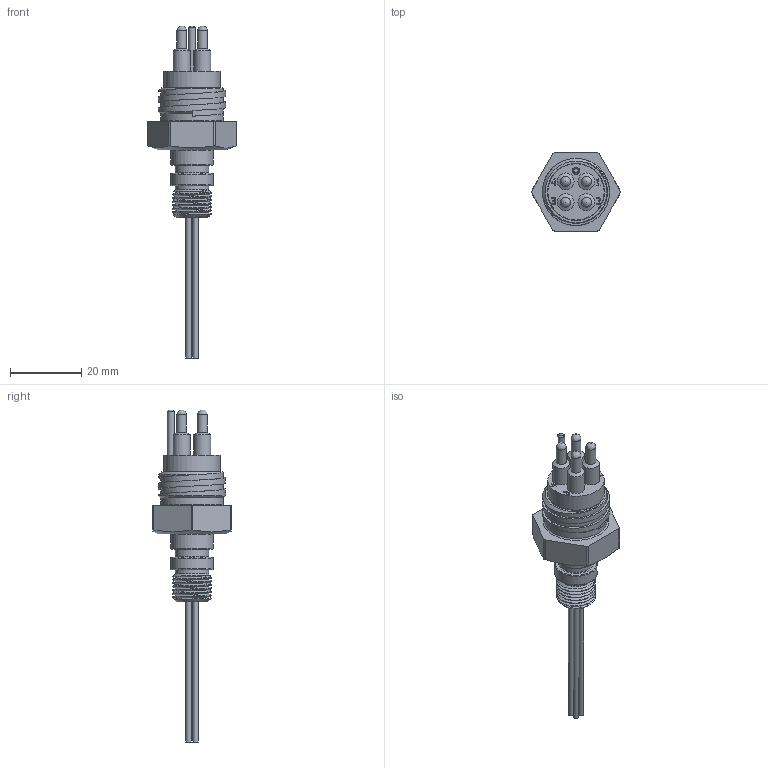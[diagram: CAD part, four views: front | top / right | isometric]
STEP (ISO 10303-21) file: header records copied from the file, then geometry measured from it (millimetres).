
FILE_DESCRIPTION(/* description */ (''),/* implementation_level */ '2;1');
FILE_NAME(/* name */ 'MCBH4M 2 O-ring 22mm Hex.stp',/* time_stamp */ '2014-11-26T13:47:36+01:00',/* author */ ('sh'),/* organization */ (''),/* preprocessor_version */ 'ST-DEVELOPER v15.2',/* originating_system */ 'Autodesk Inventor 2014',/* authorisation */ '');
FILE_SCHEMA (('AUTOMOTIVE_DESIGN { 1 0 10303 214 3 1 1 }'));
Length unit declared in the file: millimetre
Products named in the file (1): MCBH4M 2 O-ring 22mm Hex
Bounding box: 25.24 x 22 x 93.52 mm (x, y, z)
Volume: 7923.9 mm3; surface area: 7274.2 mm2
Topology: 11 solids, 11 shells, 199 faces, 502 edges, 339 vertices
Faces by surface type: plane 87, cylinder 42, bspline 39, cone 18, torus 13
Full cylindrical faces by diameter (mm): 1.524 x4, 1.981 x1, 2.032 x4, 2.779 x4, 4.801 x4, 5.537 x1, 7.264 x1, 9.322 x1, 9.398 x1, 11.918 x2, 13.5 x1, 15.875 x1, 15.9 x1, 16.129 x1, 17.704 x1, 17.971 x1
Entity records: 7810 total; most frequent: CARTESIAN_POINT 3461, ORIENTED_EDGE 828, DIRECTION 716, EDGE_CURVE 414, VERTEX_POINT 309, EDGE_LOOP 273, AXIS2_PLACEMENT_3D 269, STYLED_ITEM 200
